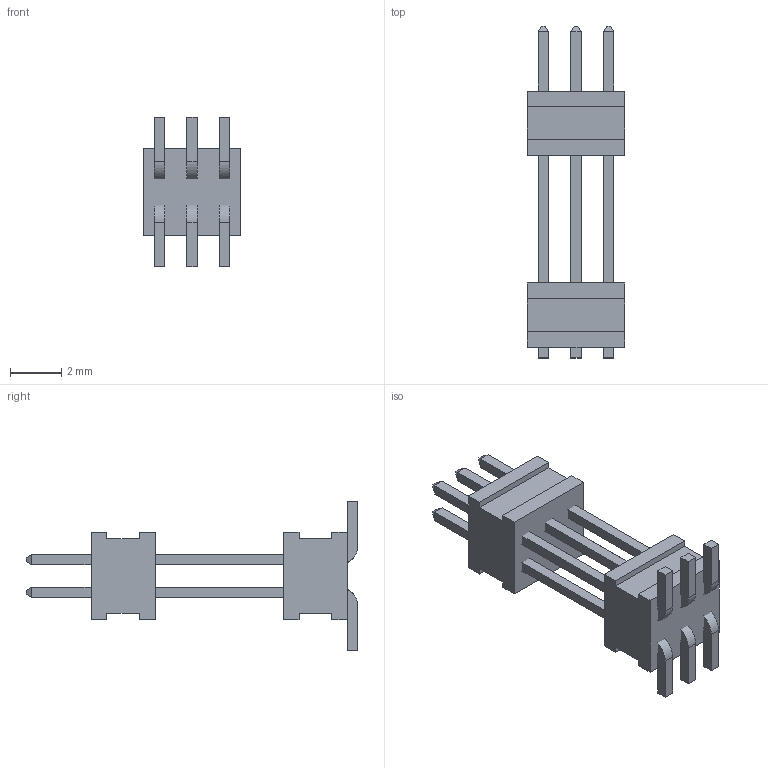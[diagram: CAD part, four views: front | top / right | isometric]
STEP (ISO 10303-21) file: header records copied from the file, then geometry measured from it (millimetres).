
FILE_DESCRIPTION( ( 'STEP AP214' ), '1' );
FILE_NAME( 'FW-03-05-F-D-410-100.stp', '2021-01-26T02:34:26', ( 'License CC BY-ND 4.0' ), ( 'CADENAS' ), ' ', 'PARTsolutions', ' ' );
FILE_SCHEMA( ( 'AUTOMOTIVE_DESIGN { 1 0 10303 214 1 1 1 1 }' ) );
Length unit declared in the file: inch
Products named in the file (5): FW-03-05-F-D-410-100; _FW-03-05-F-D-410-100_bottom_body; _FW-03-05-F-D-410-100_pins1; _FW-03-05-F-D-410-100_pins2; _FW-03-05-F-D-410-100_top_body
Assembly tree (4 placements, depth 2):
  FW-03-05-F-D-410-100
    _FW-03-05-F-D-410-100_bottom_body
    _FW-03-05-F-D-410-100_pins1
    _FW-03-05-F-D-410-100_pins2
    _FW-03-05-F-D-410-100_top_body
Bounding box: 3.81 x 12.95 x 5.84 mm (x, y, z)
Volume: 78.2 mm3; surface area: 296.9 mm2
Topology: 4 solids, 4 shells, 118 faces, 306 edges, 196 vertices
Faces by surface type: plane 114, cylinder 4
Entity records: 4552 total; most frequent: CARTESIAN_POINT 625, ORIENTED_EDGE 612, DIRECTION 576, EDGE_CURVE 306, LINE 282, VECTOR 282, VERTEX_POINT 196, AXIS2_PLACEMENT_3D 147
